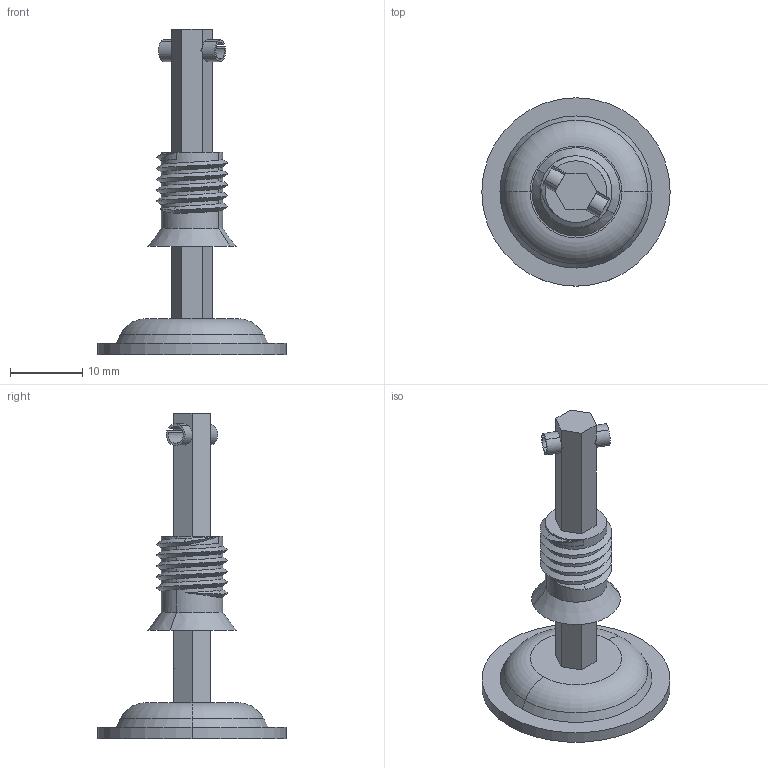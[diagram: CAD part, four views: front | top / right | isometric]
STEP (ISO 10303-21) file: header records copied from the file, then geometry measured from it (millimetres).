
FILE_DESCRIPTION (( 'STEP AP214' ), '1' );
FILE_NAME ('GTM-26.STEP', '2021-08-24T02:55:55', ( '' ), ( '' ), 'SwSTEP 2.0', 'SolidWorks 2016', '' );
FILE_SCHEMA (( 'AUTOMOTIVE_DESIGN' ));
Length unit declared in the file: millimetre
Products named in the file (8): GTM-26; GTM-3-縐种; GTM-M10蹟簽
Assembly tree (4 placements, depth 2):
  GTM-26
    GTM-26
    GTM-3-縐种
    GTM-M10蹟簽
  GTM-26
    GTM-M10蹟簽
  GTM-26
  GTM-3-縐种
Bounding box: 26 x 26 x 45 mm (x, y, z)
Volume: 2452.2 mm3; surface area: 3135.6 mm2
Topology: 3 solids, 3 shells, 87 faces, 228 edges, 151 vertices
Faces by surface type: plane 36, cylinder 34, bspline 7, cone 6, torus 4
Entity records: 3865 total; most frequent: CARTESIAN_POINT 1491, ORIENTED_EDGE 440, DIRECTION 427, EDGE_CURVE 220, AXIS2_PLACEMENT_3D 157, VERTEX_POINT 143, LINE 113, VECTOR 113
